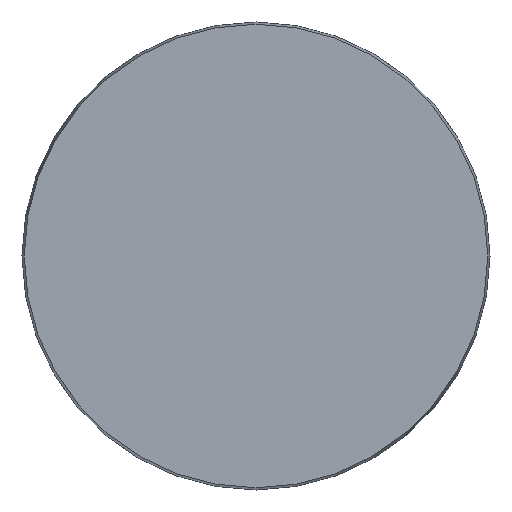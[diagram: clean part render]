
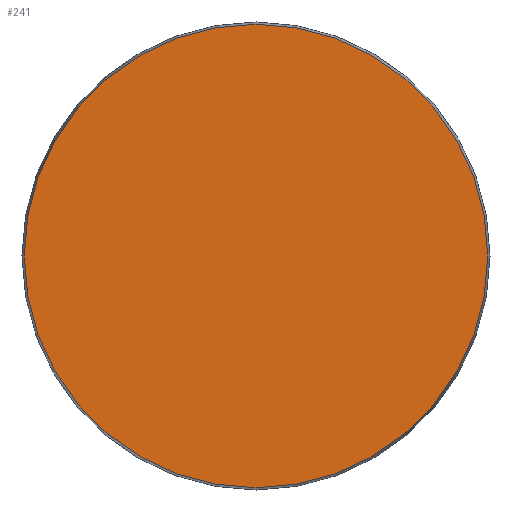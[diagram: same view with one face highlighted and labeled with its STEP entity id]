
A CAD part, front view. The second image highlights one B-rep face of the part: STEP entity #241.
In plain terms, the highlighted planar face has unit normal (0, -1, 0).
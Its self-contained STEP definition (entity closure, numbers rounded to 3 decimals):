
#79 = DIRECTION ( 'NONE',  ( 0., 0., 1. ) ) ;
#82 = AXIS2_PLACEMENT_3D ( 'NONE', #108, #277, #284 ) ;
#108 = CARTESIAN_POINT ( 'NONE',  ( 0., 0., 0. ) ) ;
#117 = FACE_OUTER_BOUND ( 'NONE', #134, .T. ) ;
#125 = DIRECTION ( 'NONE',  ( 0., 1., 0. ) ) ;
#134 = EDGE_LOOP ( 'NONE', ( #416 ) ) ;
#145 = CIRCLE ( 'NONE', #82, 58.425 ) ;
#150 = VERTEX_POINT ( 'NONE', #493 ) ;
#159 = PLANE ( 'NONE',  #283 ) ;
#175 = EDGE_CURVE ( 'NONE', #150, #150, #145, .T. ) ;
#241 = ADVANCED_FACE ( 'NONE', ( #117 ), #159, .F. ) ;
#277 = DIRECTION ( 'NONE',  ( 0., -1., 0. ) ) ;
#283 = AXIS2_PLACEMENT_3D ( 'NONE', #456, #125, #79 ) ;
#284 = DIRECTION ( 'NONE',  ( 0., 0., -1. ) ) ;
#416 = ORIENTED_EDGE ( 'NONE', *, *, #175, .T. ) ;
#456 = CARTESIAN_POINT ( 'NONE',  ( -58.425, 0., 0. ) ) ;
#493 = CARTESIAN_POINT ( 'NONE',  ( 0., 0., -58.425 ) ) ;
